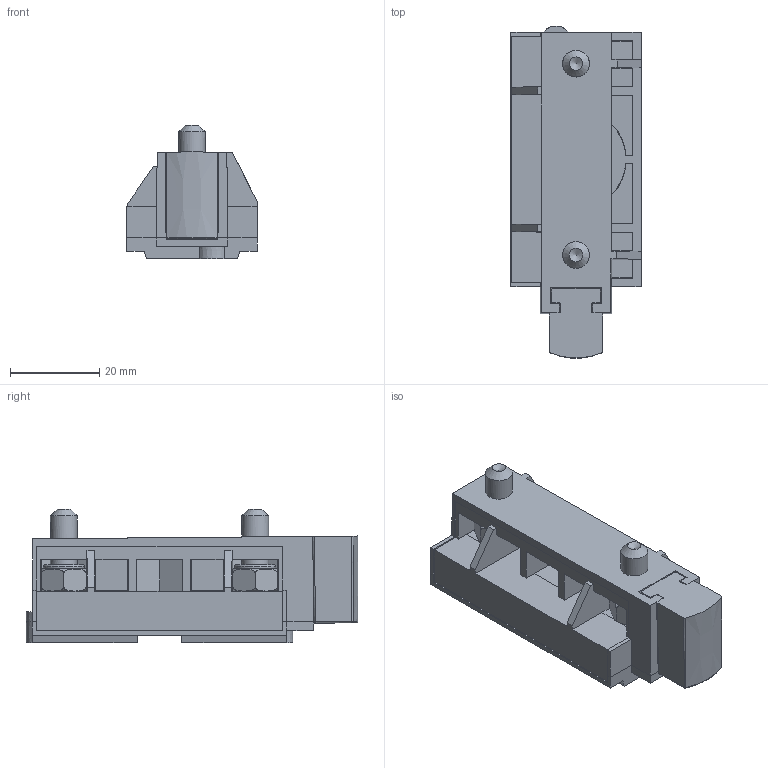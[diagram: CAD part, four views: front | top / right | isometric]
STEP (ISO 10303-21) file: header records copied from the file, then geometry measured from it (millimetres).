
FILE_DESCRIPTION(/* description */ (''),/* implementation_level */ '2;1');
FILE_NAME(/* name */ '11286XA4.stp',/* time_stamp */ '2022-10-21T15:35:10+02:00',/* author */ ('Giuliano'),/* organization */ (''),/* preprocessor_version */ 'ST-DEVELOPER v18.1',/* originating_system */ 'Autodesk Inventor 2021',/* authorisation */ '');
FILE_SCHEMA (('AUTOMOTIVE_DESIGN { 1 0 10303 214 3 1 1 }'));
Length unit declared in the file: millimetre
Products named in the file (1): Pièce1
Bounding box: 29.4 x 74.58 x 30 mm (x, y, z)
Volume: 28878.1 mm3; surface area: 13423 mm2
Topology: 1 solids, 1 shells, 200 faces, 541 edges, 346 vertices
Faces by surface type: plane 140, cylinder 27, cone 12, sphere 8, torus 7, bspline 6
Full cylindrical faces by diameter (mm): 6 x4, 9.182 x2
Entity records: 6876 total; most frequent: CARTESIAN_POINT 1854, ORIENTED_EDGE 1082, DIRECTION 979, EDGE_CURVE 541, LINE 393, VECTOR 393, VERTEX_POINT 346, AXIS2_PLACEMENT_3D 293
